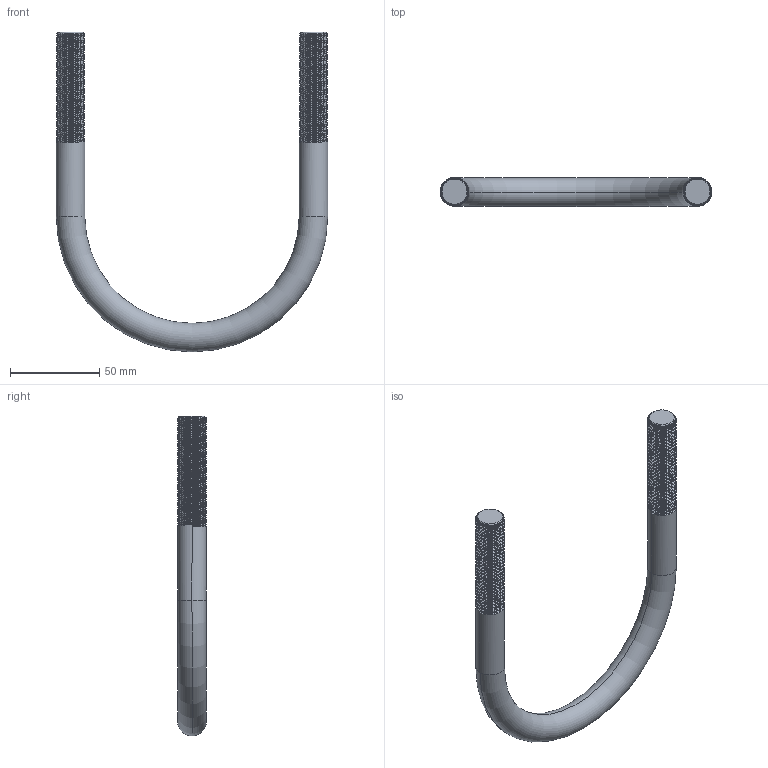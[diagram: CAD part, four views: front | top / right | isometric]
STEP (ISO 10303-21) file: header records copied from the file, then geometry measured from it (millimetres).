
FILE_DESCRIPTION (( 'STEP AP203' ), '1' );
FILE_NAME ('3D_R380_DN114.3_17334260.STEP', '2024-07-18T07:34:23', ( '' ), ( '' ), 'SwSTEP 2.0', 'SolidWorks 2024', '' );
FILE_SCHEMA (( 'CONFIG_CONTROL_DESIGN' ));
Length unit declared in the file: millimetre
Products named in the file (1): 3D_R380_DN114.3_17334260
Bounding box: 152 x 16 x 179 mm (x, y, z)
Volume: 82595 mm3; surface area: 24874.2 mm2
Topology: 1 solids, 1 shells, 262 faces, 770 edges, 510 vertices
Faces by surface type: cylinder 244, cone 6, bspline 6, plane 4, torus 2
Entity records: 22065 total; most frequent: CARTESIAN_POINT 16517, ORIENTED_EDGE 1540, DIRECTION 796, EDGE_CURVE 770, VERTEX_POINT 510, AXIS2_PLACEMENT_3D 269, ADVANCED_FACE 262, FACE_OUTER_BOUND 262
